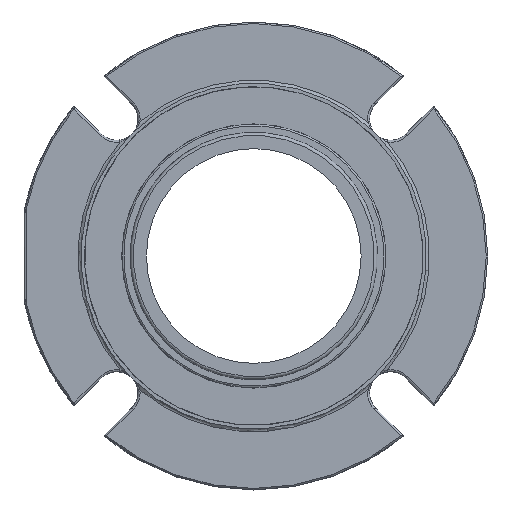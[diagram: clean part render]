
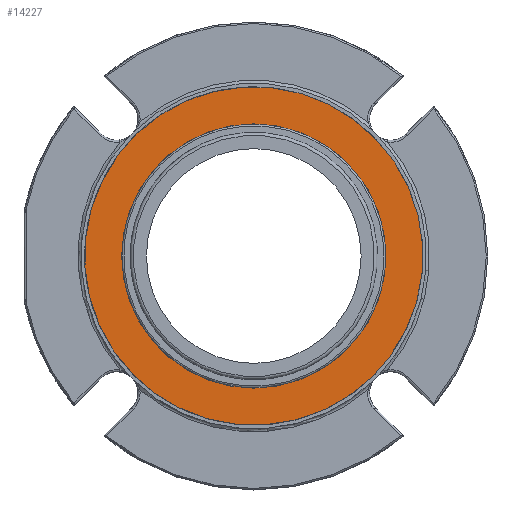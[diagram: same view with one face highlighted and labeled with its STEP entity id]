
A CAD part, left-side view. The second image highlights one B-rep face of the part: STEP entity #14227.
In plain terms, the highlighted planar face has unit normal (-1, 0, 0).
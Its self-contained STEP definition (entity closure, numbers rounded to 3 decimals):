
#1895=PLANE('',#15235);
#4980=ORIENTED_EDGE('',*,*,#6500,.F.);
#4981=ORIENTED_EDGE('',*,*,#6501,.T.);
#6500=EDGE_CURVE('',#7480,#7480,#7962,.T.);
#6501=EDGE_CURVE('',#7481,#7481,#7963,.T.);
#7480=VERTEX_POINT('',#25621);
#7481=VERTEX_POINT('',#25624);
#7962=CIRCLE('',#15232,64.453);
#7963=CIRCLE('',#15234,82.55);
#8644=EDGE_LOOP('',(#4980));
#8645=EDGE_LOOP('',(#4981));
#9338=FACE_BOUND('',#8644,.T.);
#9339=FACE_BOUND('',#8645,.T.);
#14227=ADVANCED_FACE('',(#9338,#9339),#1895,.T.);
#15232=AXIS2_PLACEMENT_3D('',#25620,#17741,#17742);
#15234=AXIS2_PLACEMENT_3D('',#25623,#17745,#17746);
#15235=AXIS2_PLACEMENT_3D('',#25625,#17747,#17748);
#17741=DIRECTION('',(-1.,0.,0.));
#17742=DIRECTION('',(0.,-1.,0.));
#17745=DIRECTION('',(-1.,0.,0.));
#17746=DIRECTION('',(0.,-0.442,0.897));
#17747=DIRECTION('',(-1.,0.,0.));
#17748=DIRECTION('',(0.,-0.442,0.897));
#25620=CARTESIAN_POINT('',(-11.878,0.,0.));
#25621=CARTESIAN_POINT('',(-11.878,-64.453,0.));
#25623=CARTESIAN_POINT('',(-11.878,0.,0.));
#25624=CARTESIAN_POINT('',(-11.878,-36.508,74.038));
#25625=CARTESIAN_POINT('',(-11.878,-30.19,61.224));
